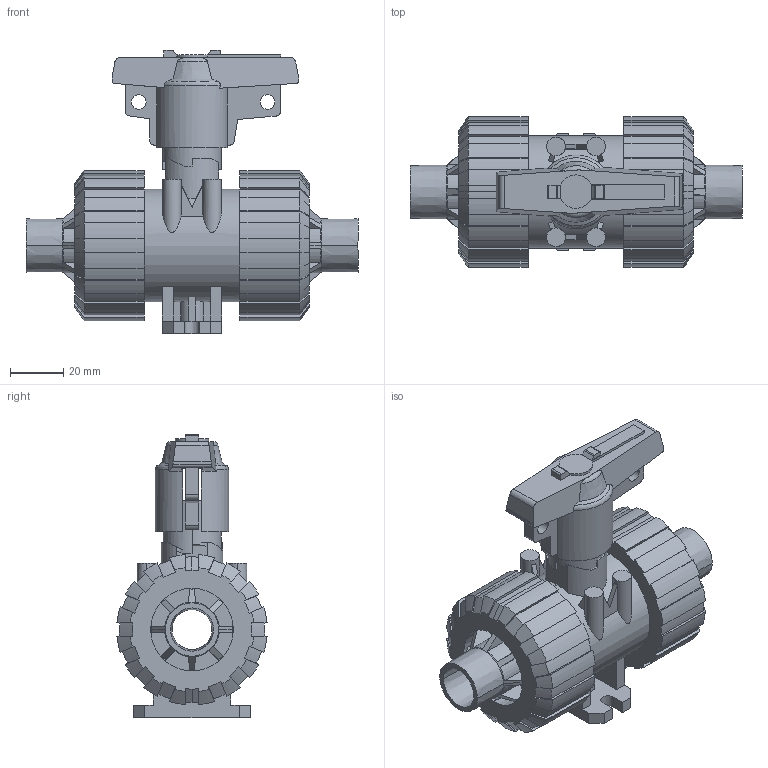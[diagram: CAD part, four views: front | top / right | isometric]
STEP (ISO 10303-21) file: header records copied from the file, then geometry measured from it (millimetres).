
FILE_DESCRIPTION(('STEP AP214'),'1');
FILE_NAME('cctmp_9AFF111E-5AB0-4610-A997-4777218D30AB_2021_10_21_12_51_00_0848..stp','2021-10-21T10:51:01',('Praher Valves GmbH'),('CADClick - www.CADClick.com'),'Spatial InterOp 3D',' ','unknown authorization');
FILE_SCHEMA(('AUTOMOTIVE_DESIGN'));
Length unit declared in the file: millimetre
Products named in the file (7): cc_unnamed; 124106_5; 124106_4; 124106_3; 124106_2; 124106_1; 124106
Assembly tree (6 placements, depth 2):
  cc_unnamed
    124106_5
    124106_4
    124106_3
    124106_2
    124106_1
    124106
Bounding box: 124.5 x 56.28 x 106.17 mm (x, y, z)
Volume: 196443.7 mm3; surface area: 65654.8 mm2
Topology: 6 solids, 6 shells, 509 faces, 1460 edges, 968 vertices
Faces by surface type: plane 243, cylinder 138, cone 120, torus 8
Entity records: 21703 total; most frequent: CARTESIAN_POINT 4253, ORIENTED_EDGE 2920, DIRECTION 2724, EDGE_CURVE 1460, AXIS2_PLACEMENT_3D 1004, VERTEX_POINT 968, LINE 716, VECTOR 716
